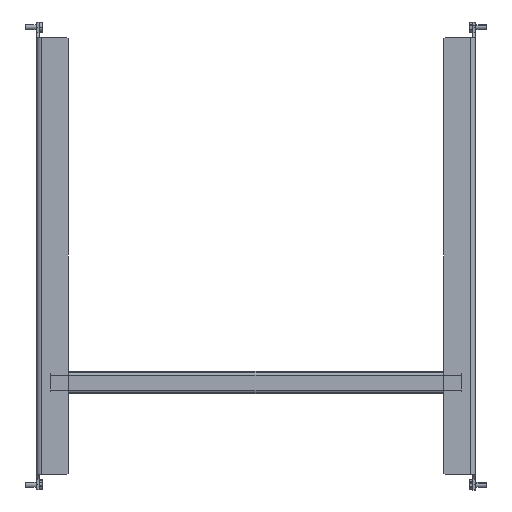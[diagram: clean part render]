
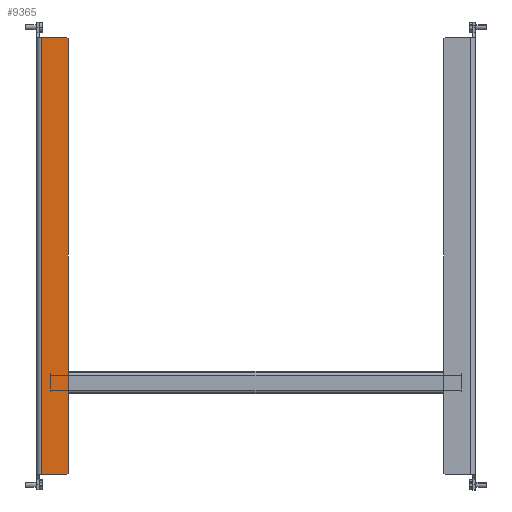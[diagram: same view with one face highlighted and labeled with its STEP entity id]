
A CAD part, front view. The second image highlights one B-rep face of the part: STEP entity #9365.
In plain terms, the highlighted planar face has unit normal (0, -1, 0).
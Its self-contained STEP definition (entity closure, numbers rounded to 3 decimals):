
#10 = CARTESIAN_POINT ( 'NONE',  ( 38., 0., 262. ) ) ;
#84 = VECTOR ( 'NONE', #13823, 1000. ) ;
#263 = LINE ( 'NONE', #10197, #11194 ) ;
#426 = AXIS2_PLACEMENT_3D ( 'NONE', #9140, #1321, #4734 ) ;
#1321 = DIRECTION ( 'NONE',  ( 0., 1., 0. ) ) ;
#1679 = VECTOR ( 'NONE', #10134, 1000. ) ;
#2105 = VERTEX_POINT ( 'NONE', #2985 ) ;
#2593 = CARTESIAN_POINT ( 'NONE',  ( 38., 0., 280. ) ) ;
#2861 = ORIENTED_EDGE ( 'NONE', *, *, #4364, .T. ) ;
#2985 = CARTESIAN_POINT ( 'NONE',  ( 6., 0., 262. ) ) ;
#3349 = VERTEX_POINT ( 'NONE', #4993 ) ;
#3583 = CARTESIAN_POINT ( 'NONE',  ( 6., 0., 280. ) ) ;
#3803 = LINE ( 'NONE', #2593, #13425 ) ;
#3883 = EDGE_CURVE ( 'NONE', #11471, #8390, #7441, .T. ) ;
#4033 = ORIENTED_EDGE ( 'NONE', *, *, #11067, .T. ) ;
#4364 = EDGE_CURVE ( 'NONE', #11471, #8011, #263, .T. ) ;
#4563 = CARTESIAN_POINT ( 'NONE',  ( 36., 0., -262. ) ) ;
#4734 = DIRECTION ( 'NONE',  ( 0., 0., 1. ) ) ;
#4796 = DIRECTION ( 'NONE',  ( 0., 0., -1. ) ) ;
#4811 = CARTESIAN_POINT ( 'NONE',  ( 38., 0., 260. ) ) ;
#4993 = CARTESIAN_POINT ( 'NONE',  ( 36., 0., 262. ) ) ;
#5723 = EDGE_CURVE ( 'NONE', #12534, #3349, #9927, .T. ) ;
#5730 = FACE_OUTER_BOUND ( 'NONE', #7158, .T. ) ;
#6178 = CARTESIAN_POINT ( 'NONE',  ( 38., 0., -262. ) ) ;
#6611 = DIRECTION ( 'NONE',  ( -1., 0., 0. ) ) ;
#7158 = EDGE_LOOP ( 'NONE', ( #8243, #2861, #10565, #9920, #12129, #4033 ) ) ;
#7441 = LINE ( 'NONE', #6178, #84 ) ;
#7981 = LINE ( 'NONE', #3583, #7988 ) ;
#7988 = VECTOR ( 'NONE', #11179, 1000. ) ;
#8011 = VERTEX_POINT ( 'NONE', #8852 ) ;
#8243 = ORIENTED_EDGE ( 'NONE', *, *, #3883, .F. ) ;
#8390 = VERTEX_POINT ( 'NONE', #8549 ) ;
#8549 = CARTESIAN_POINT ( 'NONE',  ( 6., 0., -262. ) ) ;
#8852 = CARTESIAN_POINT ( 'NONE',  ( 38., 0., -260. ) ) ;
#9140 = CARTESIAN_POINT ( 'NONE',  ( 0., 0., 280. ) ) ;
#9365 = ADVANCED_FACE ( 'NONE', ( #5730 ), #12402, .F. ) ;
#9920 = ORIENTED_EDGE ( 'NONE', *, *, #5723, .T. ) ;
#9927 = LINE ( 'NONE', #4811, #1679 ) ;
#10134 = DIRECTION ( 'NONE',  ( -0.707, 0., 0.707 ) ) ;
#10197 = CARTESIAN_POINT ( 'NONE',  ( 38., 0., -260. ) ) ;
#10553 = CARTESIAN_POINT ( 'NONE',  ( 38., 0., 260. ) ) ;
#10565 = ORIENTED_EDGE ( 'NONE', *, *, #11094, .F. ) ;
#11067 = EDGE_CURVE ( 'NONE', #2105, #8390, #7981, .T. ) ;
#11094 = EDGE_CURVE ( 'NONE', #12534, #8011, #3803, .T. ) ;
#11179 = DIRECTION ( 'NONE',  ( 0., 0., -1. ) ) ;
#11194 = VECTOR ( 'NONE', #12120, 1000. ) ;
#11471 = VERTEX_POINT ( 'NONE', #4563 ) ;
#11694 = EDGE_CURVE ( 'NONE', #3349, #2105, #11789, .T. ) ;
#11789 = LINE ( 'NONE', #10, #12776 ) ;
#12120 = DIRECTION ( 'NONE',  ( 0.707, 0., 0.707 ) ) ;
#12129 = ORIENTED_EDGE ( 'NONE', *, *, #11694, .T. ) ;
#12402 = PLANE ( 'NONE',  #426 ) ;
#12534 = VERTEX_POINT ( 'NONE', #10553 ) ;
#12776 = VECTOR ( 'NONE', #6611, 1000. ) ;
#13425 = VECTOR ( 'NONE', #4796, 1000. ) ;
#13823 = DIRECTION ( 'NONE',  ( -1., 0., 0. ) ) ;
